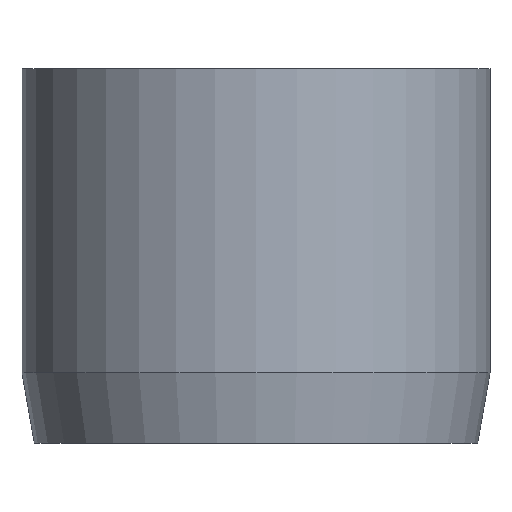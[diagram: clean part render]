
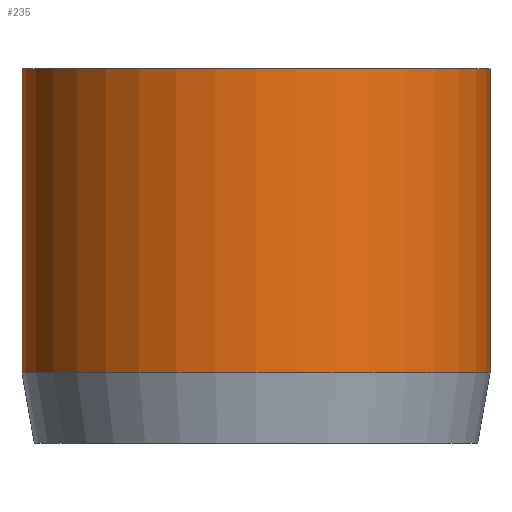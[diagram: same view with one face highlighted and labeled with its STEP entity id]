
A CAD part, front view. The second image highlights one B-rep face of the part: STEP entity #235.
In plain terms, the highlighted cylindrical face has radius 5 mm (diameter 10 mm), a partial arc.
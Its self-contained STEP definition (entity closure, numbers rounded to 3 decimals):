
#14 = CARTESIAN_POINT ( 'NONE',  ( -5., 0., 1.5 ) ) ;
#26 = DIRECTION ( 'NONE',  ( 0., 0., -1. ) ) ;
#61 = DIRECTION ( 'NONE',  ( 0., 0., 1. ) ) ;
#112 = CARTESIAN_POINT ( 'NONE',  ( -5., 0., 8. ) ) ;
#176 = CARTESIAN_POINT ( 'NONE',  ( 5., 0., 1.5 ) ) ;
#205 = CIRCLE ( 'NONE', #866, 5. ) ;
#211 = CARTESIAN_POINT ( 'NONE',  ( 0., 0., 8. ) ) ;
#235 = ADVANCED_FACE ( 'NONE', ( #672 ), #479, .T. ) ;
#302 = DIRECTION ( 'NONE',  ( 1., 0., 0. ) ) ;
#382 = DIRECTION ( 'NONE',  ( 0., 0., -1. ) ) ;
#395 = CARTESIAN_POINT ( 'NONE',  ( 5., 0., 8. ) ) ;
#479 = CYLINDRICAL_SURFACE ( 'NONE', #689, 5. ) ;
#485 = CARTESIAN_POINT ( 'NONE',  ( -5., 0., 8. ) ) ;
#497 = CIRCLE ( 'NONE', #687, 5. ) ;
#517 = LINE ( 'NONE', #542, #700 ) ;
#528 = ORIENTED_EDGE ( 'NONE', *, *, #836, .F. ) ;
#542 = CARTESIAN_POINT ( 'NONE',  ( 5., 0., 8. ) ) ;
#660 = CARTESIAN_POINT ( 'NONE',  ( 0., 0., 1.5 ) ) ;
#672 = FACE_OUTER_BOUND ( 'NONE', #1182, .T. ) ;
#680 = DIRECTION ( 'NONE',  ( 1., 0., 0. ) ) ;
#687 = AXIS2_PLACEMENT_3D ( 'NONE', #211, #825, #302 ) ;
#689 = AXIS2_PLACEMENT_3D ( 'NONE', #785, #701, #956 ) ;
#698 = ORIENTED_EDGE ( 'NONE', *, *, #933, .T. ) ;
#700 = VECTOR ( 'NONE', #382, 1000. ) ;
#701 = DIRECTION ( 'NONE',  ( 0., 0., -1. ) ) ;
#724 = ORIENTED_EDGE ( 'NONE', *, *, #864, .T. ) ;
#734 = LINE ( 'NONE', #112, #1175 ) ;
#785 = CARTESIAN_POINT ( 'NONE',  ( 0., 0., 8. ) ) ;
#825 = DIRECTION ( 'NONE',  ( 0., 0., 1. ) ) ;
#833 = VERTEX_POINT ( 'NONE', #14 ) ;
#836 = EDGE_CURVE ( 'NONE', #935, #1064, #517, .T. ) ;
#864 = EDGE_CURVE ( 'NONE', #929, #833, #734, .T. ) ;
#866 = AXIS2_PLACEMENT_3D ( 'NONE', #660, #61, #680 ) ;
#890 = EDGE_CURVE ( 'NONE', #929, #935, #497, .T. ) ;
#929 = VERTEX_POINT ( 'NONE', #485 ) ;
#933 = EDGE_CURVE ( 'NONE', #833, #1064, #205, .T. ) ;
#935 = VERTEX_POINT ( 'NONE', #395 ) ;
#956 = DIRECTION ( 'NONE',  ( -1., 0., 0. ) ) ;
#1064 = VERTEX_POINT ( 'NONE', #176 ) ;
#1172 = ORIENTED_EDGE ( 'NONE', *, *, #890, .F. ) ;
#1175 = VECTOR ( 'NONE', #26, 1000. ) ;
#1182 = EDGE_LOOP ( 'NONE', ( #528, #1172, #724, #698 ) ) ;
